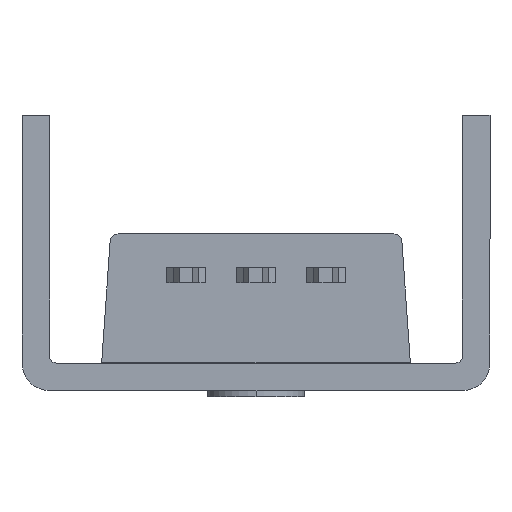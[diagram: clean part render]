
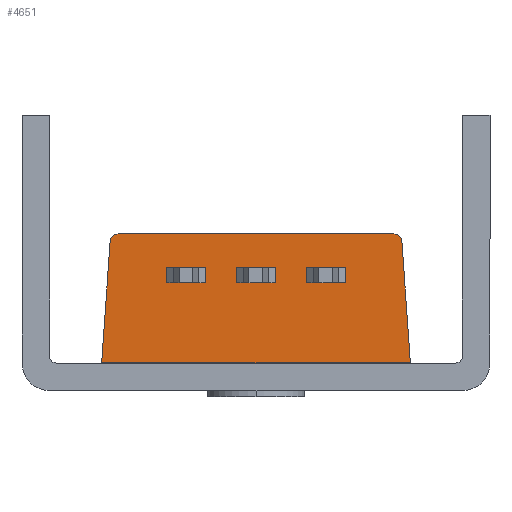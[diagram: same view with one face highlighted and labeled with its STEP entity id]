
A CAD part, front view. The second image highlights one B-rep face of the part: STEP entity #4651.
In plain terms, the highlighted face is planar.
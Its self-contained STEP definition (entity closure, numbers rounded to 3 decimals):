
#24 = CARTESIAN_POINT ( 'NONE',  ( 1.84, -0.275, 14.09 ) ) ;
#53 = EDGE_CURVE ( 'NONE', #5007, #3088, #6547, .T. ) ;
#144 = ORIENTED_EDGE ( 'NONE', *, *, #931, .T. ) ;
#262 = VERTEX_POINT ( 'NONE', #5914 ) ;
#279 = ORIENTED_EDGE ( 'NONE', *, *, #2243, .F. ) ;
#295 = CARTESIAN_POINT ( 'NONE',  ( 0.7, 0.275, 14.09 ) ) ;
#331 = ORIENTED_EDGE ( 'NONE', *, *, #2935, .T. ) ;
#378 = EDGE_CURVE ( 'NONE', #6502, #572, #755, .T. ) ;
#379 = CARTESIAN_POINT ( 'NONE',  ( 0.7, 3.175, 14.09 ) ) ;
#423 = CARTESIAN_POINT ( 'NONE',  ( -3.067, 3.175, 14.09 ) ) ;
#433 = DIRECTION ( 'NONE',  ( 0., 0., -1. ) ) ;
#445 = CARTESIAN_POINT ( 'NONE',  ( -2.74, 0.275, 14.09 ) ) ;
#529 = CARTESIAN_POINT ( 'NONE',  ( 7.84, -1.216, 14.09 ) ) ;
#572 = VERTEX_POINT ( 'NONE', #5168 ) ;
#625 = DIRECTION ( 'NONE',  ( -1., 0., 0. ) ) ;
#640 = DIRECTION ( 'NONE',  ( 1., 0., 0. ) ) ;
#681 = LINE ( 'NONE', #4872, #3421 ) ;
#700 = EDGE_CURVE ( 'NONE', #1098, #4392, #3149, .T. ) ;
#730 = DIRECTION ( 'NONE',  ( 1., 0., 0. ) ) ;
#755 = LINE ( 'NONE', #2186, #3678 ) ;
#780 = FACE_BOUND ( 'NONE', #4814, .T. ) ;
#897 = CARTESIAN_POINT ( 'NONE',  ( 5.78, 0.275, 14.09 ) ) ;
#910 = LINE ( 'NONE', #4668, #2572 ) ;
#931 = EDGE_CURVE ( 'NONE', #2201, #5834, #4773, .T. ) ;
#963 = FACE_BOUND ( 'NONE', #6136, .T. ) ;
#1004 = DIRECTION ( 'NONE',  ( 0.07, -0.998, 0. ) ) ;
#1098 = VERTEX_POINT ( 'NONE', #6270 ) ;
#1099 = ORIENTED_EDGE ( 'NONE', *, *, #1140, .T. ) ;
#1140 = EDGE_CURVE ( 'NONE', #3088, #2842, #2281, .T. ) ;
#1143 = CARTESIAN_POINT ( 'NONE',  ( 4.38, -0.275, 14.09 ) ) ;
#1157 = VERTEX_POINT ( 'NONE', #295 ) ;
#1257 = VECTOR ( 'NONE', #1684, 1000. ) ;
#1268 = ORIENTED_EDGE ( 'NONE', *, *, #1413, .F. ) ;
#1359 = ORIENTED_EDGE ( 'NONE', *, *, #378, .F. ) ;
#1413 = EDGE_CURVE ( 'NONE', #262, #5082, #6656, .T. ) ;
#1531 = DIRECTION ( 'NONE',  ( -1., 0., 0. ) ) ;
#1620 = LINE ( 'NONE', #3341, #2755 ) ;
#1684 = DIRECTION ( 'NONE',  ( -1., 0., 0. ) ) ;
#1694 = DIRECTION ( 'NONE',  ( -1., 0., 0. ) ) ;
#1850 = CIRCLE ( 'NONE', #6277, 0.3 ) ;
#1922 = AXIS2_PLACEMENT_3D ( 'NONE', #3712, #433, #4255 ) ;
#1952 = CARTESIAN_POINT ( 'NONE',  ( 7.54, -1.495, 14.09 ) ) ;
#1959 = EDGE_CURVE ( 'NONE', #5082, #3290, #910, .T. ) ;
#2169 = VECTOR ( 'NONE', #640, 1000. ) ;
#2186 = CARTESIAN_POINT ( 'NONE',  ( 4.38, 3.175, 14.09 ) ) ;
#2201 = VERTEX_POINT ( 'NONE', #5926 ) ;
#2232 = FACE_OUTER_BOUND ( 'NONE', #3842, .T. ) ;
#2243 = EDGE_CURVE ( 'NONE', #5583, #5463, #681, .T. ) ;
#2281 = LINE ( 'NONE', #2454, #5033 ) ;
#2283 = DIRECTION ( 'NONE',  ( -1., 0., 0. ) ) ;
#2300 = LINE ( 'NONE', #4523, #3599 ) ;
#2406 = VECTOR ( 'NONE', #3652, 1000. ) ;
#2454 = CARTESIAN_POINT ( 'NONE',  ( 8.094, 2.417, 14.09 ) ) ;
#2528 = VECTOR ( 'NONE', #1004, 1000. ) ;
#2572 = VECTOR ( 'NONE', #4095, 1000. ) ;
#2653 = CARTESIAN_POINT ( 'NONE',  ( -0.7, -0.275, 14.09 ) ) ;
#2755 = VECTOR ( 'NONE', #3903, 1000. ) ;
#2816 = VECTOR ( 'NONE', #625, 1000. ) ;
#2824 = CARTESIAN_POINT ( 'NONE',  ( 7.54, -1.195, 14.09 ) ) ;
#2842 = VERTEX_POINT ( 'NONE', #529 ) ;
#2889 = CARTESIAN_POINT ( 'NONE',  ( -0.7, 0.275, 14.09 ) ) ;
#2935 = EDGE_CURVE ( 'NONE', #2842, #7058, #1850, .T. ) ;
#3081 = VECTOR ( 'NONE', #2283, 1000. ) ;
#3088 = VERTEX_POINT ( 'NONE', #4887 ) ;
#3110 = DIRECTION ( 'NONE',  ( 0., 0., -1. ) ) ;
#3149 = CIRCLE ( 'NONE', #3253, 0.3 ) ;
#3176 = EDGE_CURVE ( 'NONE', #3221, #4807, #5461, .T. ) ;
#3221 = VERTEX_POINT ( 'NONE', #6654 ) ;
#3253 = AXIS2_PLACEMENT_3D ( 'NONE', #6390, #3110, #6955 ) ;
#3267 = LINE ( 'NONE', #5049, #3081 ) ;
#3290 = VERTEX_POINT ( 'NONE', #2889 ) ;
#3318 = VECTOR ( 'NONE', #1531, 1000. ) ;
#3341 = CARTESIAN_POINT ( 'NONE',  ( 1.84, 3.175, 14.09 ) ) ;
#3373 = DIRECTION ( 'NONE',  ( -1., 0., 0. ) ) ;
#3421 = VECTOR ( 'NONE', #5429, 1000. ) ;
#3460 = CARTESIAN_POINT ( 'NONE',  ( -2.74, -1.495, 14.09 ) ) ;
#3504 = EDGE_CURVE ( 'NONE', #5007, #4392, #4172, .T. ) ;
#3528 = ORIENTED_EDGE ( 'NONE', *, *, #5380, .F. ) ;
#3541 = DIRECTION ( 'NONE',  ( -0.07, -0.998, 0. ) ) ;
#3599 = VECTOR ( 'NONE', #5614, 1000. ) ;
#3652 = DIRECTION ( 'NONE',  ( 0., -1., 0. ) ) ;
#3678 = VECTOR ( 'NONE', #6038, 1000. ) ;
#3712 = CARTESIAN_POINT ( 'NONE',  ( -2.74, 3.175, 14.09 ) ) ;
#3826 = ORIENTED_EDGE ( 'NONE', *, *, #4832, .F. ) ;
#3842 = EDGE_LOOP ( 'NONE', ( #1099, #331, #3528, #5860, #6848, #5451 ) ) ;
#3888 = LINE ( 'NONE', #379, #2406 ) ;
#3903 = DIRECTION ( 'NONE',  ( 0., 1., 0. ) ) ;
#3958 = ORIENTED_EDGE ( 'NONE', *, *, #6336, .F. ) ;
#4095 = DIRECTION ( 'NONE',  ( 0., 1., 0. ) ) ;
#4172 = LINE ( 'NONE', #6457, #2528 ) ;
#4255 = DIRECTION ( 'NONE',  ( -1., 0., 0. ) ) ;
#4281 = CARTESIAN_POINT ( 'NONE',  ( -2.74, 0.275, 14.09 ) ) ;
#4303 = EDGE_CURVE ( 'NONE', #5463, #6502, #3267, .T. ) ;
#4392 = VERTEX_POINT ( 'NONE', #5669 ) ;
#4523 = CARTESIAN_POINT ( 'NONE',  ( 3.24, 3.175, 14.09 ) ) ;
#4599 = EDGE_CURVE ( 'NONE', #1157, #262, #3888, .T. ) ;
#4651 = ADVANCED_FACE ( 'NONE', ( #4990, #780, #963, #2232 ), #6962, .T. ) ;
#4668 = CARTESIAN_POINT ( 'NONE',  ( -0.7, 3.175, 14.09 ) ) ;
#4755 = ORIENTED_EDGE ( 'NONE', *, *, #5052, .T. ) ;
#4773 = LINE ( 'NONE', #4281, #3318 ) ;
#4807 = VERTEX_POINT ( 'NONE', #24 ) ;
#4814 = EDGE_LOOP ( 'NONE', ( #7085, #3958, #144, #3826 ) ) ;
#4828 = VECTOR ( 'NONE', #5359, 1000. ) ;
#4832 = EDGE_CURVE ( 'NONE', #4807, #5834, #1620, .T. ) ;
#4872 = CARTESIAN_POINT ( 'NONE',  ( 5.78, 3.175, 14.09 ) ) ;
#4887 = CARTESIAN_POINT ( 'NONE',  ( 8.147, 3.175, 14.09 ) ) ;
#4985 = CARTESIAN_POINT ( 'NONE',  ( -2.74, -0.275, 14.09 ) ) ;
#4990 = FACE_BOUND ( 'NONE', #6338, .T. ) ;
#5001 = LINE ( 'NONE', #445, #4828 ) ;
#5006 = CARTESIAN_POINT ( 'NONE',  ( -2.74, 0.275, 14.09 ) ) ;
#5007 = VERTEX_POINT ( 'NONE', #423 ) ;
#5033 = VECTOR ( 'NONE', #3541, 1000. ) ;
#5049 = CARTESIAN_POINT ( 'NONE',  ( -2.74, -0.275, 14.09 ) ) ;
#5052 = EDGE_CURVE ( 'NONE', #5583, #572, #5001, .T. ) ;
#5082 = VERTEX_POINT ( 'NONE', #2653 ) ;
#5159 = CARTESIAN_POINT ( 'NONE',  ( 5.78, -0.275, 14.09 ) ) ;
#5168 = CARTESIAN_POINT ( 'NONE',  ( 4.38, 0.275, 14.09 ) ) ;
#5179 = CARTESIAN_POINT ( 'NONE',  ( 1.84, 0.275, 14.09 ) ) ;
#5187 = VECTOR ( 'NONE', #1694, 1000. ) ;
#5359 = DIRECTION ( 'NONE',  ( -1., 0., 0. ) ) ;
#5380 = EDGE_CURVE ( 'NONE', #1098, #7058, #5677, .T. ) ;
#5429 = DIRECTION ( 'NONE',  ( 0., -1., 0. ) ) ;
#5451 = ORIENTED_EDGE ( 'NONE', *, *, #53, .T. ) ;
#5461 = LINE ( 'NONE', #4985, #1257 ) ;
#5463 = VERTEX_POINT ( 'NONE', #5159 ) ;
#5539 = CARTESIAN_POINT ( 'NONE',  ( -2.74, -0.275, 14.09 ) ) ;
#5583 = VERTEX_POINT ( 'NONE', #897 ) ;
#5614 = DIRECTION ( 'NONE',  ( 0., -1., 0. ) ) ;
#5669 = CARTESIAN_POINT ( 'NONE',  ( -2.76, -1.216, 14.09 ) ) ;
#5677 = LINE ( 'NONE', #3460, #6622 ) ;
#5722 = LINE ( 'NONE', #5006, #2816 ) ;
#5834 = VERTEX_POINT ( 'NONE', #5179 ) ;
#5860 = ORIENTED_EDGE ( 'NONE', *, *, #700, .T. ) ;
#5914 = CARTESIAN_POINT ( 'NONE',  ( 0.7, -0.275, 14.09 ) ) ;
#5926 = CARTESIAN_POINT ( 'NONE',  ( 3.24, 0.275, 14.09 ) ) ;
#5931 = ORIENTED_EDGE ( 'NONE', *, *, #1959, .F. ) ;
#6038 = DIRECTION ( 'NONE',  ( 0., 1., 0. ) ) ;
#6136 = EDGE_LOOP ( 'NONE', ( #1268, #6269, #6223, #5931 ) ) ;
#6151 = ORIENTED_EDGE ( 'NONE', *, *, #4303, .F. ) ;
#6223 = ORIENTED_EDGE ( 'NONE', *, *, #7032, .T. ) ;
#6269 = ORIENTED_EDGE ( 'NONE', *, *, #4599, .F. ) ;
#6270 = CARTESIAN_POINT ( 'NONE',  ( -2.46, -1.495, 14.09 ) ) ;
#6277 = AXIS2_PLACEMENT_3D ( 'NONE', #2824, #6651, #3373 ) ;
#6336 = EDGE_CURVE ( 'NONE', #2201, #3221, #2300, .T. ) ;
#6338 = EDGE_LOOP ( 'NONE', ( #6151, #279, #4755, #1359 ) ) ;
#6390 = CARTESIAN_POINT ( 'NONE',  ( -2.46, -1.195, 14.09 ) ) ;
#6457 = CARTESIAN_POINT ( 'NONE',  ( -2.74, -1.495, 14.09 ) ) ;
#6465 = CARTESIAN_POINT ( 'NONE',  ( -2.74, 3.175, 14.09 ) ) ;
#6502 = VERTEX_POINT ( 'NONE', #1143 ) ;
#6547 = LINE ( 'NONE', #6465, #2169 ) ;
#6622 = VECTOR ( 'NONE', #730, 1000. ) ;
#6651 = DIRECTION ( 'NONE',  ( 0., 0., -1. ) ) ;
#6654 = CARTESIAN_POINT ( 'NONE',  ( 3.24, -0.275, 14.09 ) ) ;
#6656 = LINE ( 'NONE', #5539, #5187 ) ;
#6848 = ORIENTED_EDGE ( 'NONE', *, *, #3504, .F. ) ;
#6955 = DIRECTION ( 'NONE',  ( -1., 0., 0. ) ) ;
#6962 = PLANE ( 'NONE',  #1922 ) ;
#7032 = EDGE_CURVE ( 'NONE', #1157, #3290, #5722, .T. ) ;
#7058 = VERTEX_POINT ( 'NONE', #1952 ) ;
#7085 = ORIENTED_EDGE ( 'NONE', *, *, #3176, .F. ) ;
